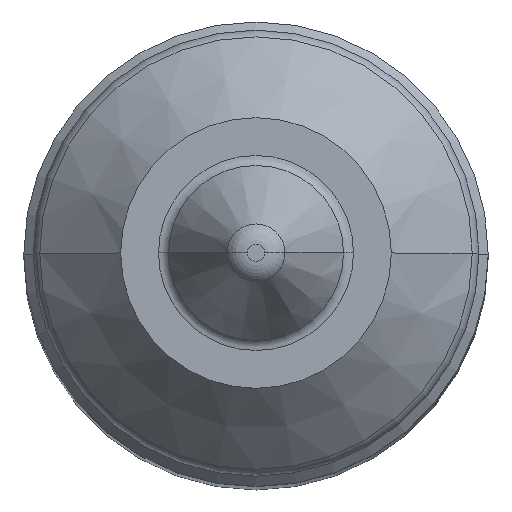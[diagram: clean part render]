
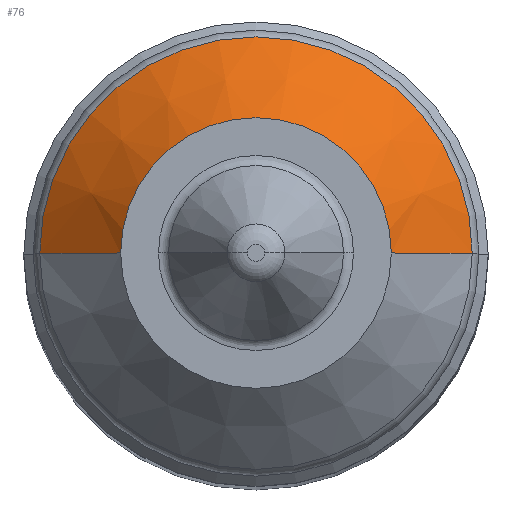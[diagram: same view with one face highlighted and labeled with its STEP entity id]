
A CAD part, top view. The second image highlights one B-rep face of the part: STEP entity #76.
In plain terms, the highlighted conical face has half-angle 45 degrees and reference radius 4.661 mm.
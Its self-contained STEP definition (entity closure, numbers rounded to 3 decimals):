
#73 = VERTEX_POINT ( 'NONE', #581 ) ;
#74 = EDGE_CURVE ( 'NONE', #73, #92, #509, .T. ) ;
#76 = ADVANCED_FACE ( 'NONE', ( #487 ), #510, .T. ) ;
#80 = EDGE_CURVE ( 'NONE', #90, #73, #604, .T. ) ;
#81 = EDGE_CURVE ( 'NONE', #90, #82, #594, .T. ) ;
#82 = VERTEX_POINT ( 'NONE', #607 ) ;
#85 = ORIENTED_EDGE ( 'NONE', *, *, #74, .T. ) ;
#86 = ORIENTED_EDGE ( 'NONE', *, *, #98, .F. ) ;
#87 = ORIENTED_EDGE ( 'NONE', *, *, #81, .F. ) ;
#90 = VERTEX_POINT ( 'NONE', #559 ) ;
#92 = VERTEX_POINT ( 'NONE', #566 ) ;
#96 = EDGE_LOOP ( 'NONE', ( #97, #85, #86, #87 ) ) ;
#97 = ORIENTED_EDGE ( 'NONE', *, *, #80, .T. ) ;
#98 = EDGE_CURVE ( 'NONE', #82, #92, #611, .T. ) ;
#468 = CARTESIAN_POINT ( 'NONE',  ( 0., 0., 92.041 ) ) ;
#473 = DIRECTION ( 'NONE',  ( 0., 0., -1. ) ) ;
#480 = CARTESIAN_POINT ( 'NONE',  ( 0., 0., 94.829 ) ) ;
#485 = AXIS2_PLACEMENT_3D ( 'NONE', #468, #547, #546 ) ;
#487 = FACE_OUTER_BOUND ( 'NONE', #96, .T. ) ;
#509 = LINE ( 'NONE', #573, #539 ) ;
#510 = CONICAL_SURFACE ( 'NONE', #537, 4.661, 0.785 ) ;
#537 = AXIS2_PLACEMENT_3D ( 'NONE', #480, #473, #548 ) ;
#538 = DIRECTION ( 'NONE',  ( 0.707, 0., -0.707 ) ) ;
#539 = VECTOR ( 'NONE', #538, 1000. ) ;
#546 = DIRECTION ( 'NONE',  ( -1., 0., 0. ) ) ;
#547 = DIRECTION ( 'NONE',  ( 0., 0., -1. ) ) ;
#548 = DIRECTION ( 'NONE',  ( -1., 0., 0. ) ) ;
#549 = AXIS2_PLACEMENT_3D ( 'NONE', #589, #588, #587 ) ;
#559 = CARTESIAN_POINT ( 'NONE',  ( -4.661, 0., 94.829 ) ) ;
#566 = CARTESIAN_POINT ( 'NONE',  ( 7.449, 0., 92.041 ) ) ;
#573 = CARTESIAN_POINT ( 'NONE',  ( 4.661, 0., 94.829 ) ) ;
#581 = CARTESIAN_POINT ( 'NONE',  ( 4.661, 0., 94.829 ) ) ;
#587 = DIRECTION ( 'NONE',  ( -1., 0., 0. ) ) ;
#588 = DIRECTION ( 'NONE',  ( 0., 0., -1. ) ) ;
#589 = CARTESIAN_POINT ( 'NONE',  ( 0., 0., 94.829 ) ) ;
#591 = DIRECTION ( 'NONE',  ( -0.707, 0., -0.707 ) ) ;
#592 = VECTOR ( 'NONE', #591, 1000. ) ;
#593 = CARTESIAN_POINT ( 'NONE',  ( -4.661, 0., 94.829 ) ) ;
#594 = LINE ( 'NONE', #593, #592 ) ;
#604 = CIRCLE ( 'NONE', #549, 4.661 ) ;
#607 = CARTESIAN_POINT ( 'NONE',  ( -7.449, 0., 92.041 ) ) ;
#611 = CIRCLE ( 'NONE', #485, 7.449 ) ;
